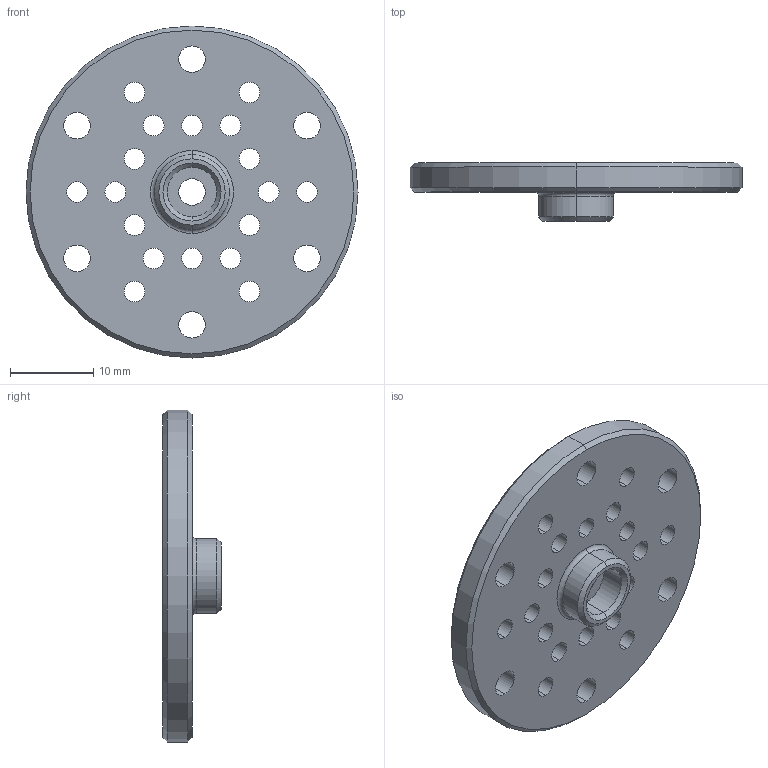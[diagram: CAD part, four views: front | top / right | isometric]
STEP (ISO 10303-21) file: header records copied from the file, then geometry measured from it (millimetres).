
FILE_DESCRIPTION (( 'STEP AP214' ), '1' );
FILE_NAME ('REV-41-1828.STEP', '2020-02-26T16:20:53', ( '' ), ( '' ), 'SwSTEP 2.0', 'SolidWorks 2019', '' );
FILE_SCHEMA (( 'AUTOMOTIVE_DESIGN' ));
Length unit declared in the file: millimetre
Products named in the file (1): REV-41-1828
Bounding box: 40 x 7 x 40 mm (x, y, z)
Volume: 3870.6 mm3; surface area: 3513.3 mm2
Topology: 1 solids, 1 shells, 73 faces, 194 edges, 126 vertices
Faces by surface type: cylinder 58, cone 8, plane 5, torus 2
Entity records: 2470 total; most frequent: DIRECTION 470, CARTESIAN_POINT 394, ORIENTED_EDGE 388, AXIS2_PLACEMENT_3D 202, EDGE_CURVE 194, CIRCLE 128, EDGE_LOOP 126, VERTEX_POINT 126
